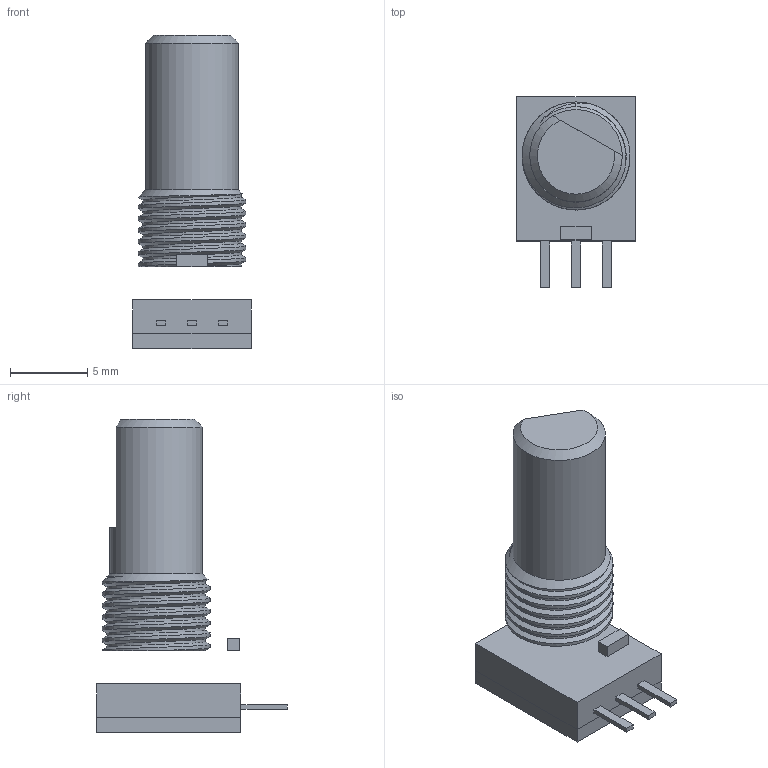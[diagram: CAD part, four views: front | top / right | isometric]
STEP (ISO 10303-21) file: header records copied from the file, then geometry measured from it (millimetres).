
FILE_DESCRIPTION(('FreeCAD Model'),'2;1');
FILE_NAME('RD701F-20B1-15F.step','2019-05-30T10:18:19',('Author'),(''), 'Open CASCADE STEP processor 7.3','FreeCAD','Unknown');
FILE_SCHEMA(('AUTOMOTIVE_DESIGN { 1 0 10303 214 1 1 1 1 }'));
Length unit declared in the file: millimetre
Products named in the file (8): Body_1; Thread; Body_2; Tab; Terminal_1; Terminal_3; Shaft; Terminal_2
Bounding box: 7.7 x 12.35 x 20.3 mm (x, y, z)
Volume: 647.5 mm3; surface area: 871.2 mm2
Topology: 8 solids, 8 shells, 77 faces, 155 edges, 94 vertices
Faces by surface type: plane 42, bspline 23, cylinder 9, cone 3
Full cylindrical faces by diameter (mm): 6 x1, 7 x6
Entity records: 4811 total; most frequent: CARTESIAN_POINT 3236, ORIENTED_EDGE 310, DIRECTION 220, EDGE_CURVE 155, VERTEX_POINT 94, LINE 86, VECTOR 86, ADVANCED_FACE 77
